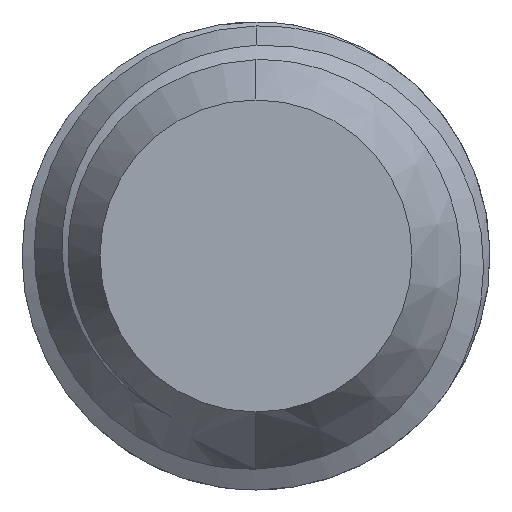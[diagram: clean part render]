
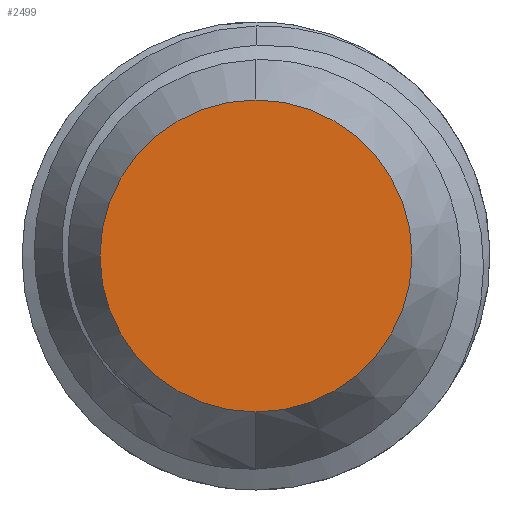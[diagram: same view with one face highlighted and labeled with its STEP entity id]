
A CAD part, front view. The second image highlights one B-rep face of the part: STEP entity #2499.
In plain terms, the highlighted planar face has unit normal (0, -1, 0).
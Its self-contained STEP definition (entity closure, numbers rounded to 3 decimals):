
#43 = EDGE_CURVE ( 'NONE', #118, #246, #2392, .T. ) ;
#56 = CARTESIAN_POINT ( 'NONE',  ( 0., 0., 0. ) ) ;
#83 = DIRECTION ( 'NONE',  ( 0., 0., 1. ) ) ;
#118 = VERTEX_POINT ( 'NONE', #477 ) ;
#246 = VERTEX_POINT ( 'NONE', #2331 ) ;
#274 = DIRECTION ( 'NONE',  ( 0., 0., 1. ) ) ;
#334 = AXIS2_PLACEMENT_3D ( 'NONE', #445, #2011, #666 ) ;
#431 = ORIENTED_EDGE ( 'NONE', *, *, #43, .T. ) ;
#445 = CARTESIAN_POINT ( 'NONE',  ( 0., 0., 0. ) ) ;
#477 = CARTESIAN_POINT ( 'NONE',  ( 0., 0., 1. ) ) ;
#666 = DIRECTION ( 'NONE',  ( 0., 0., 1. ) ) ;
#955 = CARTESIAN_POINT ( 'NONE',  ( 0., 0., 0. ) ) ;
#1039 = EDGE_CURVE ( 'NONE', #246, #118, #1202, .T. ) ;
#1202 = CIRCLE ( 'NONE', #334, 1. ) ;
#1303 = EDGE_LOOP ( 'NONE', ( #431, #1320 ) ) ;
#1320 = ORIENTED_EDGE ( 'NONE', *, *, #1039, .T. ) ;
#1463 = FACE_OUTER_BOUND ( 'NONE', #1303, .T. ) ;
#1605 = DIRECTION ( 'NONE',  ( 0., 1., 0. ) ) ;
#2011 = DIRECTION ( 'NONE',  ( 0., -1., 0. ) ) ;
#2088 = AXIS2_PLACEMENT_3D ( 'NONE', #56, #1605, #274 ) ;
#2331 = CARTESIAN_POINT ( 'NONE',  ( 0., 0., -1. ) ) ;
#2383 = AXIS2_PLACEMENT_3D ( 'NONE', #955, #2733, #83 ) ;
#2392 = CIRCLE ( 'NONE', #2383, 1. ) ;
#2499 = ADVANCED_FACE ( 'NONE', ( #1463 ), #2708, .F. ) ;
#2708 = PLANE ( 'NONE',  #2088 ) ;
#2733 = DIRECTION ( 'NONE',  ( 0., -1., 0. ) ) ;
